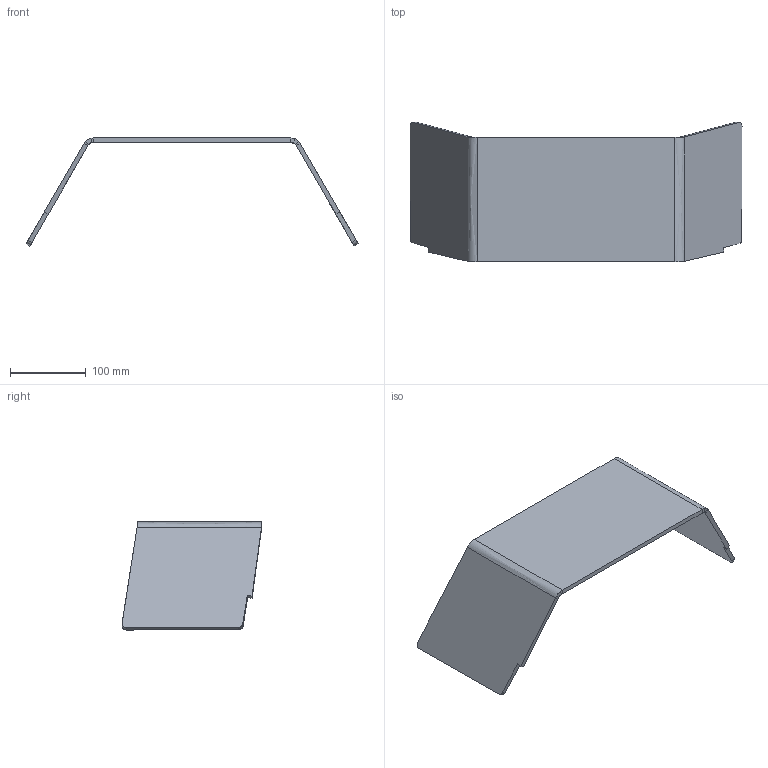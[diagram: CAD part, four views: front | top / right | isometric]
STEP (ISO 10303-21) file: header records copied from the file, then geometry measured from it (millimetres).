
FILE_DESCRIPTION (( 'STEP AP203' ), '1' );
FILE_NAME ('M5 - erp33360_ÖZBEKÝSTAN kilit takviye 2.IGS_Default_sldprt.STEP', '2023-01-17T08:15:05', ( '' ), ( '' ), 'SwSTEP 2.0', 'SolidWorks 2019', '' );
FILE_SCHEMA (( 'CONFIG_CONTROL_DESIGN' ));
Length unit declared in the file: millimetre
Products named in the file (1): M5 - erp33360_ÖZBEKÝSTAN kilit takviye 2.IGS_Default_sldprt
Bounding box: 437.71 x 184.33 x 142.5 mm (x, y, z)
Volume: 577188.5 mm3; surface area: 201426.1 mm2
Topology: 1 solids, 1 shells, 39 faces, 95 edges, 58 vertices
Faces by surface type: bspline 39
Entity records: 1308 total; most frequent: CARTESIAN_POINT 647, ORIENTED_EDGE 190, EDGE_CURVE 95, B_SPLINE_CURVE_WITH_KNOTS 87, VERTEX_POINT 58, FACE_OUTER_BOUND 39, EDGE_LOOP 39, ADVANCED_FACE 39
